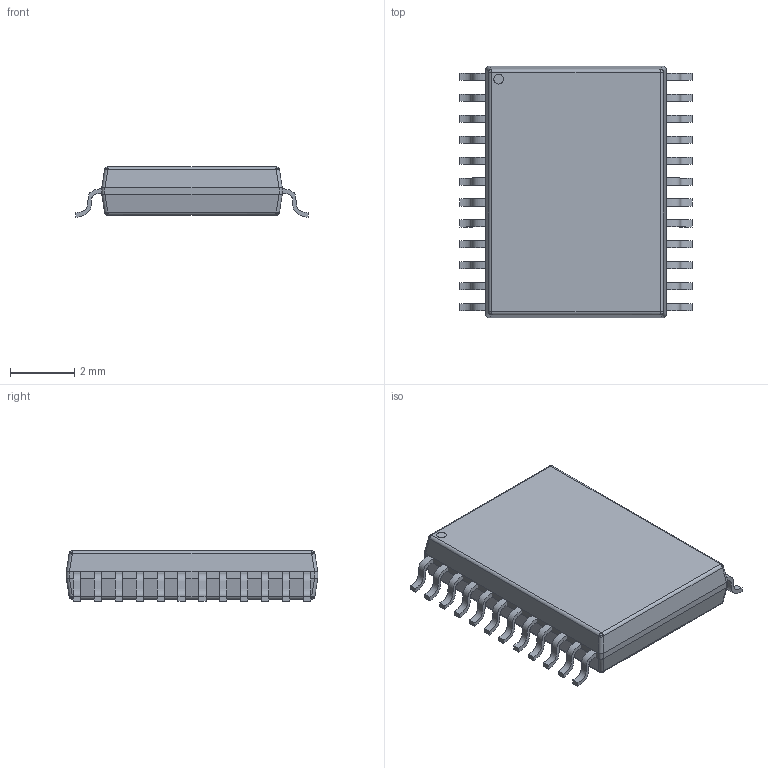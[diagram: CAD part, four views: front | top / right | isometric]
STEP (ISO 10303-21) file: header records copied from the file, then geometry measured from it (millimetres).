
FILE_DESCRIPTION(('for SolidWorks'),'2;1');
FILE_NAME('sop-24_7.6x0.65.step', '2016-08-05T15:58:04',('Serg'),(''),'Open CASCADE STEP processor 6.6', 'DipTrace','Unknown');
FILE_SCHEMA(('AUTOMOTIVE_DESIGN { 1 0 10303 214 1 1 1 1 }'));
Length unit declared in the file: millimetre
Products named in the file (3): ASSEMBLY; sop-24_7.6x0.65; sop-24_7.6x0.65_001
Assembly tree (2 placements, depth 2):
  ASSEMBLY
    sop-24_7.6x0.65
    sop-24_7.6x0.65_001
Bounding box: 7.2 x 7.8 x 1.56 mm (x, y, z)
Volume: 64.6 mm3; surface area: 144.4 mm2
Topology: 25 solids, 25 shells, 196 faces, 419 edges, 266 vertices
Faces by surface type: bspline 112, plane 63, cylinder 21
Full cylindrical faces by diameter (mm): 0.3 x1
Entity records: 7115 total; most frequent: CARTESIAN_POINT 3336, ORIENTED_EDGE 822, EDGE_CURVE 411, B_SPLINE_CURVE_WITH_KNOTS 324, DIRECTION 275, VERTEX_POINT 266, FACE_BOUND 197, EDGE_LOOP 197
